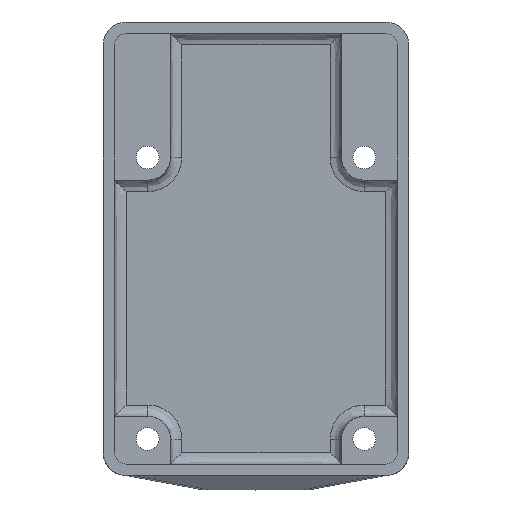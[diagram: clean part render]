
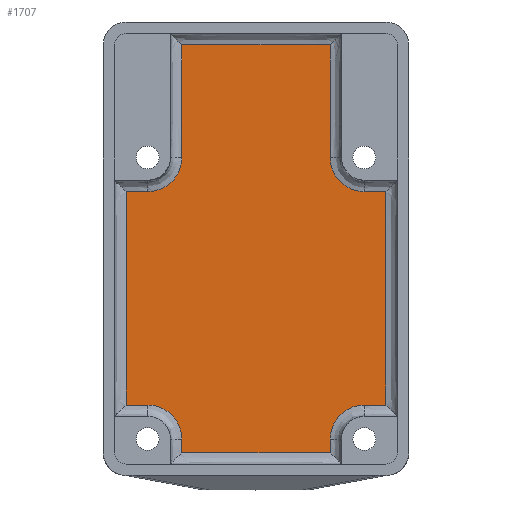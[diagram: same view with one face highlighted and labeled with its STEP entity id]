
A CAD part, top view. The second image highlights one B-rep face of the part: STEP entity #1707.
In plain terms, the highlighted planar face has unit normal (0, 0, 1).
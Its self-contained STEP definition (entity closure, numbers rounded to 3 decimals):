
#34=B_SPLINE_CURVE_WITH_KNOTS('',3,(#2415,#2416,#2417,#2418),
 .UNSPECIFIED.,.F.,.F.,(4,4),(-0.162,2.448),
 .UNSPECIFIED.);
#39=B_SPLINE_CURVE_WITH_KNOTS('',3,(#2486,#2487,#2488,#2489),
 .UNSPECIFIED.,.F.,.F.,(4,4),(-0.441,-0.2),
 .UNSPECIFIED.);
#42=B_SPLINE_CURVE_WITH_KNOTS('',3,(#2528,#2529,#2530,#2531),
 .UNSPECIFIED.,.F.,.F.,(4,4),(-0.581,-0.2),
 .UNSPECIFIED.);
#44=B_SPLINE_CURVE_WITH_KNOTS('',3,(#2571,#2572,#2573,#2574),
 .UNSPECIFIED.,.F.,.F.,(4,4),(-0.953,2.8),
 .UNSPECIFIED.);
#49=B_SPLINE_CURVE_WITH_KNOTS('',3,(#2632,#2633,#2634,#2635),
 .UNSPECIFIED.,.F.,.F.,(4,4),(-2.181,-0.2),
 .UNSPECIFIED.);
#51=B_SPLINE_CURVE_WITH_KNOTS('',3,(#2675,#2676,#2677,#2678),
 .UNSPECIFIED.,.F.,.F.,(4,4),(-0.162,2.448),
 .UNSPECIFIED.);
#54=B_SPLINE_CURVE_WITH_KNOTS('',3,(#2723,#2724,#2725,#2726),
 .UNSPECIFIED.,.F.,.F.,(4,4),(-3.504,-1.523),
 .UNSPECIFIED.);
#59=B_SPLINE_CURVE_WITH_KNOTS('',3,(#2788,#2789,#2790,#2791,#2792,#2793),
 .UNSPECIFIED.,.F.,.F.,(4,1,1,4),(-1.523,-1.254,-0.985,
-0.581),.UNSPECIFIED.);
#61=B_SPLINE_CURVE_WITH_KNOTS('',3,(#2838,#2839,#2840,#2841,#2842,#2843),
 .UNSPECIFIED.,.F.,.F.,(4,1,1,4),(-3.123,-2.854,-2.584,
-2.181),.UNSPECIFIED.);
#63=B_SPLINE_CURVE_WITH_KNOTS('',3,(#2874,#2875,#2876,#2877),
 .UNSPECIFIED.,.F.,.F.,(4,4),(-3.503,-3.123),
 .UNSPECIFIED.);
#66=B_SPLINE_CURVE_WITH_KNOTS('',3,(#2912,#2913,#2914,#2915),
 .UNSPECIFIED.,.F.,.F.,(4,4),(-0.581,-0.2),
 .UNSPECIFIED.);
#69=B_SPLINE_CURVE_WITH_KNOTS('',3,(#2960,#2961,#2962,#2963),
 .UNSPECIFIED.,.F.,.F.,(4,4),(0.787,4.54),
 .UNSPECIFIED.);
#72=B_SPLINE_CURVE_WITH_KNOTS('',3,(#3022,#3023,#3024,#3025,#3026,#3027),
 .UNSPECIFIED.,.F.,.F.,(4,1,1,4),(-1.523,-1.254,-0.984,
-0.581),.UNSPECIFIED.);
#74=B_SPLINE_CURVE_WITH_KNOTS('',3,(#3059,#3060,#3061,#3062),
 .UNSPECIFIED.,.F.,.F.,(4,4),(-1.764,-1.383),
 .UNSPECIFIED.);
#77=B_SPLINE_CURVE_WITH_KNOTS('',3,(#3098,#3099,#3100,#3101),
 .UNSPECIFIED.,.F.,.F.,(4,4),(-1.764,-1.523),
 .UNSPECIFIED.);
#79=B_SPLINE_CURVE_WITH_KNOTS('',3,(#3142,#3143,#3144,#3145,#3146,#3147),
 .UNSPECIFIED.,.F.,.F.,(4,1,1,4),(-1.383,-1.114,-0.845,
-0.441),.UNSPECIFIED.);
#452=FACE_OUTER_BOUND('',#559,.T.);
#559=EDGE_LOOP('',(#1233,#1234,#1235,#1236,#1237,#1238,#1239,#1240,#1241,
#1242,#1243,#1244,#1245,#1246,#1247,#1248));
#714=VERTEX_POINT('',#2413);
#715=VERTEX_POINT('',#2414);
#719=VERTEX_POINT('',#2479);
#722=VERTEX_POINT('',#2520);
#723=VERTEX_POINT('',#2527);
#724=VERTEX_POINT('',#2570);
#728=VERTEX_POINT('',#2624);
#729=VERTEX_POINT('',#2631);
#730=VERTEX_POINT('',#2674);
#732=VERTEX_POINT('',#2722);
#734=VERTEX_POINT('',#2774);
#737=VERTEX_POINT('',#2831);
#739=VERTEX_POINT('',#2911);
#741=VERTEX_POINT('',#2959);
#743=VERTEX_POINT('',#3015);
#744=VERTEX_POINT('',#3058);
#875=EDGE_CURVE('',#714,#715,#34,.T.);
#881=EDGE_CURVE('',#719,#714,#39,.T.);
#884=EDGE_CURVE('',#722,#723,#42,.T.);
#886=EDGE_CURVE('',#723,#724,#44,.T.);
#891=EDGE_CURVE('',#728,#729,#49,.T.);
#893=EDGE_CURVE('',#729,#730,#51,.T.);
#896=EDGE_CURVE('',#730,#732,#54,.T.);
#901=EDGE_CURVE('',#732,#734,#59,.T.);
#903=EDGE_CURVE('',#737,#728,#61,.T.);
#905=EDGE_CURVE('',#724,#737,#63,.T.);
#908=EDGE_CURVE('',#734,#739,#66,.T.);
#911=EDGE_CURVE('',#739,#741,#69,.T.);
#914=EDGE_CURVE('',#743,#722,#72,.T.);
#916=EDGE_CURVE('',#741,#744,#74,.T.);
#919=EDGE_CURVE('',#715,#743,#77,.T.);
#921=EDGE_CURVE('',#744,#719,#79,.T.);
#1233=ORIENTED_EDGE('',*,*,#891,.F.);
#1234=ORIENTED_EDGE('',*,*,#903,.F.);
#1235=ORIENTED_EDGE('',*,*,#905,.F.);
#1236=ORIENTED_EDGE('',*,*,#886,.F.);
#1237=ORIENTED_EDGE('',*,*,#884,.F.);
#1238=ORIENTED_EDGE('',*,*,#914,.F.);
#1239=ORIENTED_EDGE('',*,*,#919,.F.);
#1240=ORIENTED_EDGE('',*,*,#875,.F.);
#1241=ORIENTED_EDGE('',*,*,#881,.F.);
#1242=ORIENTED_EDGE('',*,*,#921,.F.);
#1243=ORIENTED_EDGE('',*,*,#916,.F.);
#1244=ORIENTED_EDGE('',*,*,#911,.F.);
#1245=ORIENTED_EDGE('',*,*,#908,.F.);
#1246=ORIENTED_EDGE('',*,*,#901,.F.);
#1247=ORIENTED_EDGE('',*,*,#896,.F.);
#1248=ORIENTED_EDGE('',*,*,#893,.F.);
#1640=PLANE('',#1818);
#1707=ADVANCED_FACE('',(#452),#1640,.T.);
#1818=AXIS2_PLACEMENT_3D('',#3192,#2006,#2007);
#2006=DIRECTION('center_axis',(0.,0.,1.));
#2007=DIRECTION('ref_axis',(1.,0.,0.));
#2413=CARTESIAN_POINT('',(-13.81,4.,-18.));
#2414=CARTESIAN_POINT('',(-39.912,4.,-18.));
#2415=CARTESIAN_POINT('Ctrl Pts',(-13.81,4.,-18.));
#2416=CARTESIAN_POINT('Ctrl Pts',(-22.511,4.,-18.));
#2417=CARTESIAN_POINT('Ctrl Pts',(-31.211,4.,-18.));
#2418=CARTESIAN_POINT('Ctrl Pts',(-39.912,4.,-18.));
#2479=CARTESIAN_POINT('',(-13.81,6.41,-18.));
#2486=CARTESIAN_POINT('Ctrl Pts',(-13.81,6.41,-18.));
#2487=CARTESIAN_POINT('Ctrl Pts',(-13.81,5.607,-18.));
#2488=CARTESIAN_POINT('Ctrl Pts',(-13.81,4.803,-18.));
#2489=CARTESIAN_POINT('Ctrl Pts',(-13.81,4.,-18.));
#2520=CARTESIAN_POINT('',(-45.912,12.412,-18.));
#2527=CARTESIAN_POINT('',(-49.72,12.412,-18.));
#2528=CARTESIAN_POINT('Ctrl Pts',(-45.912,12.412,-18.));
#2529=CARTESIAN_POINT('Ctrl Pts',(-47.182,12.412,-18.));
#2530=CARTESIAN_POINT('Ctrl Pts',(-48.451,12.412,-18.));
#2531=CARTESIAN_POINT('Ctrl Pts',(-49.72,12.412,-18.));
#2570=CARTESIAN_POINT('',(-49.72,49.942,-18.));
#2571=CARTESIAN_POINT('Ctrl Pts',(-49.72,12.412,-18.));
#2572=CARTESIAN_POINT('Ctrl Pts',(-49.72,24.922,-18.));
#2573=CARTESIAN_POINT('Ctrl Pts',(-49.72,37.432,-18.));
#2574=CARTESIAN_POINT('Ctrl Pts',(-49.72,49.942,-18.));
#2624=CARTESIAN_POINT('',(-39.912,55.942,-18.));
#2631=CARTESIAN_POINT('',(-39.912,75.75,-18.));
#2632=CARTESIAN_POINT('Ctrl Pts',(-39.912,55.942,-18.));
#2633=CARTESIAN_POINT('Ctrl Pts',(-39.912,62.55,-18.));
#2634=CARTESIAN_POINT('Ctrl Pts',(-39.912,69.148,-18.));
#2635=CARTESIAN_POINT('Ctrl Pts',(-39.912,75.75,-18.));
#2674=CARTESIAN_POINT('',(-13.812,75.75,-18.));
#2675=CARTESIAN_POINT('Ctrl Pts',(-39.912,75.75,-18.));
#2676=CARTESIAN_POINT('Ctrl Pts',(-31.212,75.75,-18.));
#2677=CARTESIAN_POINT('Ctrl Pts',(-22.512,75.75,-18.));
#2678=CARTESIAN_POINT('Ctrl Pts',(-13.812,75.75,-18.));
#2722=CARTESIAN_POINT('',(-13.812,55.942,-18.));
#2723=CARTESIAN_POINT('Ctrl Pts',(-13.812,75.75,-18.));
#2724=CARTESIAN_POINT('Ctrl Pts',(-13.812,69.148,-18.));
#2725=CARTESIAN_POINT('Ctrl Pts',(-13.812,62.55,-18.));
#2726=CARTESIAN_POINT('Ctrl Pts',(-13.812,55.942,-18.));
#2774=CARTESIAN_POINT('',(-7.812,49.942,-18.));
#2788=CARTESIAN_POINT('Ctrl Pts',(-13.812,55.942,-18.));
#2789=CARTESIAN_POINT('Ctrl Pts',(-13.812,55.044,-18.));
#2790=CARTESIAN_POINT('Ctrl Pts',(-13.401,53.252,-18.));
#2791=CARTESIAN_POINT('Ctrl Pts',(-11.394,50.729,-18.));
#2792=CARTESIAN_POINT('Ctrl Pts',(-9.158,49.942,-18.));
#2793=CARTESIAN_POINT('Ctrl Pts',(-7.812,49.942,-18.));
#2831=CARTESIAN_POINT('',(-45.912,49.942,-18.));
#2838=CARTESIAN_POINT('Ctrl Pts',(-45.912,49.942,-18.));
#2839=CARTESIAN_POINT('Ctrl Pts',(-45.015,49.942,-18.));
#2840=CARTESIAN_POINT('Ctrl Pts',(-43.223,50.352,-18.));
#2841=CARTESIAN_POINT('Ctrl Pts',(-40.7,52.359,-18.));
#2842=CARTESIAN_POINT('Ctrl Pts',(-39.912,54.595,-18.));
#2843=CARTESIAN_POINT('Ctrl Pts',(-39.912,55.942,-18.));
#2874=CARTESIAN_POINT('Ctrl Pts',(-49.72,49.942,-18.));
#2875=CARTESIAN_POINT('Ctrl Pts',(-48.451,49.942,-18.));
#2876=CARTESIAN_POINT('Ctrl Pts',(-47.182,49.942,-18.));
#2877=CARTESIAN_POINT('Ctrl Pts',(-45.912,49.942,-18.));
#2911=CARTESIAN_POINT('',(-4.,49.942,-18.));
#2912=CARTESIAN_POINT('Ctrl Pts',(-7.812,49.942,-18.));
#2913=CARTESIAN_POINT('Ctrl Pts',(-6.541,49.942,-18.));
#2914=CARTESIAN_POINT('Ctrl Pts',(-5.271,49.942,-18.));
#2915=CARTESIAN_POINT('Ctrl Pts',(-4.,49.942,-18.));
#2959=CARTESIAN_POINT('',(-4.,12.41,-18.));
#2960=CARTESIAN_POINT('Ctrl Pts',(-4.,49.942,-18.));
#2961=CARTESIAN_POINT('Ctrl Pts',(-4.,37.431,-18.));
#2962=CARTESIAN_POINT('Ctrl Pts',(-4.,24.921,-18.));
#2963=CARTESIAN_POINT('Ctrl Pts',(-4.,12.41,-18.));
#3015=CARTESIAN_POINT('',(-39.912,6.412,-18.));
#3022=CARTESIAN_POINT('Ctrl Pts',(-39.912,6.412,-18.));
#3023=CARTESIAN_POINT('Ctrl Pts',(-39.912,7.309,-18.));
#3024=CARTESIAN_POINT('Ctrl Pts',(-40.323,9.101,-18.));
#3025=CARTESIAN_POINT('Ctrl Pts',(-42.33,11.625,-18.));
#3026=CARTESIAN_POINT('Ctrl Pts',(-44.566,12.412,-18.));
#3027=CARTESIAN_POINT('Ctrl Pts',(-45.912,12.412,-18.));
#3058=CARTESIAN_POINT('',(-7.81,12.41,-18.));
#3059=CARTESIAN_POINT('Ctrl Pts',(-4.,12.41,-18.));
#3060=CARTESIAN_POINT('Ctrl Pts',(-5.27,12.41,-18.));
#3061=CARTESIAN_POINT('Ctrl Pts',(-6.54,12.41,-18.));
#3062=CARTESIAN_POINT('Ctrl Pts',(-7.81,12.41,-18.));
#3098=CARTESIAN_POINT('Ctrl Pts',(-39.912,4.,-18.));
#3099=CARTESIAN_POINT('Ctrl Pts',(-39.912,4.804,-18.));
#3100=CARTESIAN_POINT('Ctrl Pts',(-39.912,5.608,-18.));
#3101=CARTESIAN_POINT('Ctrl Pts',(-39.912,6.412,-18.));
#3142=CARTESIAN_POINT('Ctrl Pts',(-7.81,12.41,-18.));
#3143=CARTESIAN_POINT('Ctrl Pts',(-8.707,12.41,-18.));
#3144=CARTESIAN_POINT('Ctrl Pts',(-10.5,11.999,-18.));
#3145=CARTESIAN_POINT('Ctrl Pts',(-13.023,9.992,-18.));
#3146=CARTESIAN_POINT('Ctrl Pts',(-13.81,7.756,-18.));
#3147=CARTESIAN_POINT('Ctrl Pts',(-13.81,6.41,-18.));
#3192=CARTESIAN_POINT('Origin',(-26.86,39.875,-18.));
